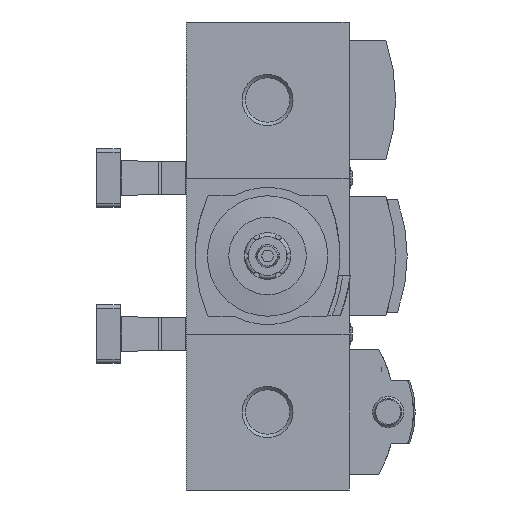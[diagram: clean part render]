
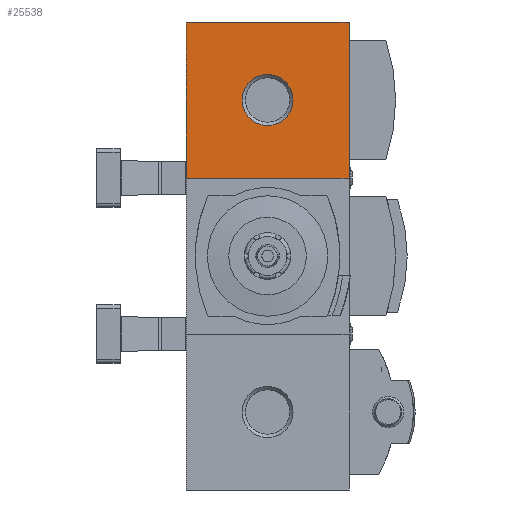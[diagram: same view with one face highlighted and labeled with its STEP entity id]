
A CAD part, front view. The second image highlights one B-rep face of the part: STEP entity #25538.
In plain terms, the highlighted planar face has unit normal (0, -1, 0).
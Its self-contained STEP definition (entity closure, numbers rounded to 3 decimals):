
#297=PLANE('',#26803);
#1031=LINE('',#34522,#3194);
#1137=LINE('',#34744,#3300);
#1152=LINE('',#34782,#3315);
#1222=LINE('',#35030,#3385);
#3194=VECTOR('',#28558,1000.);
#3300=VECTOR('',#28730,1000.);
#3315=VECTOR('',#28759,1000.);
#3385=VECTOR('',#28959,1000.);
#6039=ORIENTED_EDGE('',*,*,#11904,.F.);
#6040=ORIENTED_EDGE('',*,*,#11506,.F.);
#6041=ORIENTED_EDGE('',*,*,#11620,.F.);
#6042=ORIENTED_EDGE('',*,*,#11761,.F.);
#6043=ORIENTED_EDGE('',*,*,#11640,.F.);
#11506=EDGE_CURVE('',#14511,#14512,#1031,.T.);
#11620=EDGE_CURVE('',#14594,#14511,#1137,.T.);
#11640=EDGE_CURVE('',#14512,#14611,#1152,.T.);
#11761=EDGE_CURVE('',#14611,#14594,#1222,.T.);
#11904=EDGE_CURVE('',#14838,#14838,#16576,.T.);
#14511=VERTEX_POINT('',#34521);
#14512=VERTEX_POINT('',#34523);
#14594=VERTEX_POINT('',#34743);
#14611=VERTEX_POINT('',#34783);
#14838=VERTEX_POINT('',#35314);
#16576=CIRCLE('',#26804,6.579);
#17224=EDGE_LOOP('',(#6039));
#17225=EDGE_LOOP('',(#6040,#6041,#6042,#6043));
#18527=FACE_BOUND('',#17224,.T.);
#18528=FACE_BOUND('',#17225,.T.);
#25538=ADVANCED_FACE('',(#18527,#18528),#297,.F.);
#26803=AXIS2_PLACEMENT_3D('',#35312,#29190,#29191);
#26804=AXIS2_PLACEMENT_3D('',#35313,#29192,#29193);
#28558=DIRECTION('',(0.,0.,1.));
#28730=DIRECTION('',(-1.,0.,0.));
#28759=DIRECTION('',(1.,0.,0.));
#28959=DIRECTION('',(0.,0.,-1.));
#29190=DIRECTION('',(0.,1.,0.));
#29191=DIRECTION('',(0.,0.,1.));
#29192=DIRECTION('',(0.,-1.,0.));
#29193=DIRECTION('',(0.,0.,-1.));
#34521=CARTESIAN_POINT('',(-21.,-31.5,-20.1));
#34522=CARTESIAN_POINT('',(-21.,-31.5,-20.1));
#34523=CARTESIAN_POINT('',(-21.,-31.5,20.1));
#34743=CARTESIAN_POINT('',(21.,-31.5,-20.1));
#34744=CARTESIAN_POINT('',(21.,-31.5,-20.1));
#34782=CARTESIAN_POINT('',(-21.,-31.5,20.1));
#34783=CARTESIAN_POINT('',(21.,-31.5,20.1));
#35030=CARTESIAN_POINT('',(21.,-31.5,20.1));
#35312=CARTESIAN_POINT('',(0.,-31.5,0.));
#35313=CARTESIAN_POINT('',(0.,-31.5,0.));
#35314=CARTESIAN_POINT('',(0.,-31.5,-6.579));
